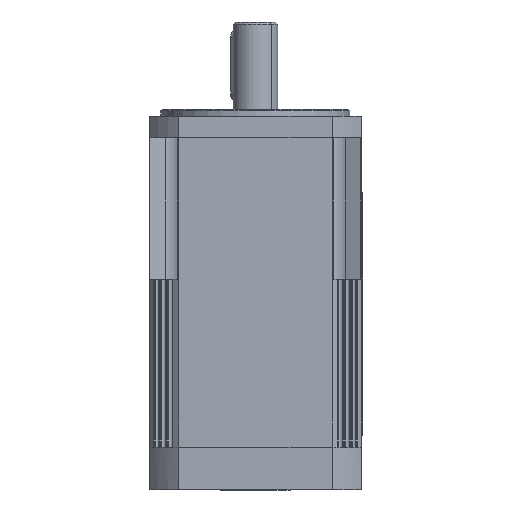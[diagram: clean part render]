
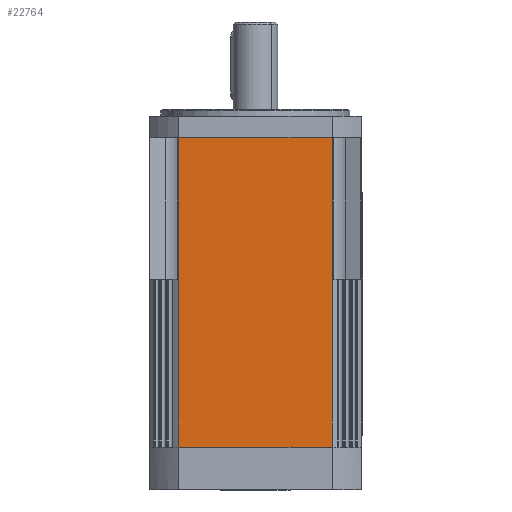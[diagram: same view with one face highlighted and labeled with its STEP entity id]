
A CAD part, front view. The second image highlights one B-rep face of the part: STEP entity #22764.
In plain terms, the highlighted planar face has unit normal (0, -1, 0).
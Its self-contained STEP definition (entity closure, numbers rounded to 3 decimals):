
#22725=CARTESIAN_POINT('',(32.485,-45.0,0.0));
#22726=DIRECTION('',(0.0,-1.0,0.0));
#22727=DIRECTION('',(0.0,0.0,-1.0));
#22728=AXIS2_PLACEMENT_3D('',#22725,#22726,#22727);
#22729=PLANE('',#22728);
#22730=CARTESIAN_POINT('',(32.485,-45.0,131.0));
#22731=VERTEX_POINT('',#22730);
#22732=CARTESIAN_POINT('',(-32.485,-45.0,131.0));
#22733=VERTEX_POINT('',#22732);
#22734=CARTESIAN_POINT('',(32.485,-45.0,131.0));
#22735=DIRECTION('',(-1.0,0.0,0.0));
#22736=VECTOR('',#22735,64.969);
#22737=LINE('',#22734,#22736);
#22738=EDGE_CURVE('',#22731,#22733,#22737,.T.);
#22739=ORIENTED_EDGE('',*,*,#22738,.T.);
#22740=CARTESIAN_POINT('',(-32.485,-45.0,0.0));
#22741=VERTEX_POINT('',#22740);
#22742=CARTESIAN_POINT('',(-32.485,-45.0,0.0));
#22743=DIRECTION('',(0.0,0.0,1.0));
#22744=VECTOR('',#22743,131.0);
#22745=LINE('',#22742,#22744);
#22746=EDGE_CURVE('',#22741,#22733,#22745,.T.);
#22747=ORIENTED_EDGE('',*,*,#22746,.F.);
#22748=CARTESIAN_POINT('',(32.485,-45.0,0.0));
#22749=VERTEX_POINT('',#22748);
#22750=CARTESIAN_POINT('',(-32.485,-45.0,0.0));
#22751=DIRECTION('',(1.0,0.0,0.0));
#22752=VECTOR('',#22751,64.969);
#22753=LINE('',#22750,#22752);
#22754=EDGE_CURVE('',#22741,#22749,#22753,.T.);
#22755=ORIENTED_EDGE('',*,*,#22754,.T.);
#22756=CARTESIAN_POINT('',(32.485,-45.0,0.0));
#22757=DIRECTION('',(0.0,0.0,1.0));
#22758=VECTOR('',#22757,131.0);
#22759=LINE('',#22756,#22758);
#22760=EDGE_CURVE('',#22749,#22731,#22759,.T.);
#22761=ORIENTED_EDGE('',*,*,#22760,.T.);
#22762=EDGE_LOOP('',(#22739,#22747,#22755,#22761));
#22763=FACE_OUTER_BOUND('',#22762,.T.);
#22764=ADVANCED_FACE('',(#22763),#22729,.T.);
